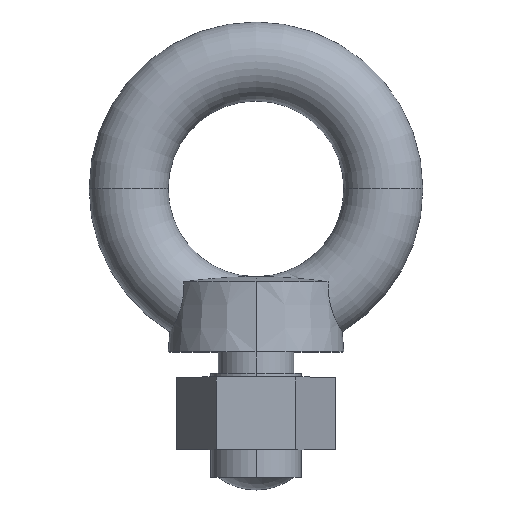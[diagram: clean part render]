
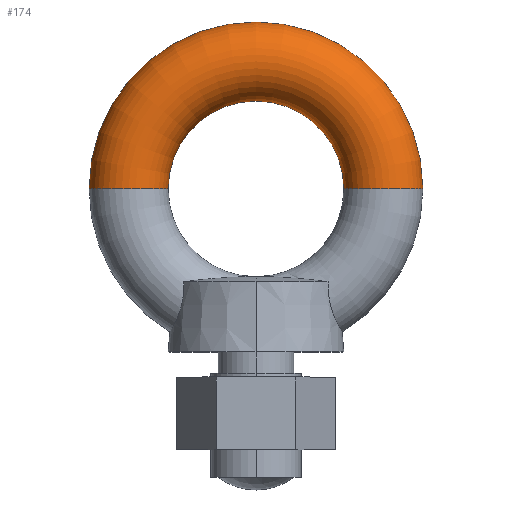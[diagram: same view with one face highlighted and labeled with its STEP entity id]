
A CAD part, top view. The second image highlights one B-rep face of the part: STEP entity #174.
In plain terms, the highlighted toroidal (fillet/blend) face has major radius 50.75 mm and minor radius 15.75 mm.
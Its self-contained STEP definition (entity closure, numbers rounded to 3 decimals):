
#38 = EDGE_CURVE ( 'NONE', #51, #196, #363, .T. ) ;
#43 = EDGE_CURVE ( 'NONE', #56, #199, #412, .T. ) ;
#51 = VERTEX_POINT ( 'NONE', #458 ) ;
#56 = VERTEX_POINT ( 'NONE', #430 ) ;
#174 = ADVANCED_FACE ( 'NONE', ( #679 ), #677, .T. ) ;
#175 = EDGE_LOOP ( 'NONE', ( #176, #177, #179, #180 ) ) ;
#176 = ORIENTED_EDGE ( 'NONE', *, *, #38, .F. ) ;
#177 = ORIENTED_EDGE ( 'NONE', *, *, #178, .F. ) ;
#178 = EDGE_CURVE ( 'NONE', #56, #51, #673, .T. ) ;
#179 = ORIENTED_EDGE ( 'NONE', *, *, #43, .T. ) ;
#180 = ORIENTED_EDGE ( 'NONE', *, *, #181, .T. ) ;
#181 = EDGE_CURVE ( 'NONE', #199, #196, #668, .T. ) ;
#196 = VERTEX_POINT ( 'NONE', #749 ) ;
#199 = VERTEX_POINT ( 'NONE', #743 ) ;
#363 = CIRCLE ( 'NONE', #422, 66.5 ) ;
#409 = DIRECTION ( 'NONE',  ( -1., 0., 0. ) ) ;
#410 = DIRECTION ( 'NONE',  ( 0., 0., -1. ) ) ;
#411 = AXIS2_PLACEMENT_3D ( 'NONE', #417, #410, #409 ) ;
#412 = CIRCLE ( 'NONE', #411, 35. ) ;
#417 = CARTESIAN_POINT ( 'NONE',  ( 0., 0., 0. ) ) ;
#419 = DIRECTION ( 'NONE',  ( -1., 0., 0. ) ) ;
#420 = DIRECTION ( 'NONE',  ( 0., 0., -1. ) ) ;
#421 = CARTESIAN_POINT ( 'NONE',  ( 0., 0., 0. ) ) ;
#422 = AXIS2_PLACEMENT_3D ( 'NONE', #421, #420, #419 ) ;
#430 = CARTESIAN_POINT ( 'NONE',  ( -35., 0., 0. ) ) ;
#458 = CARTESIAN_POINT ( 'NONE',  ( -66.5, 0., 0. ) ) ;
#664 = DIRECTION ( 'NONE',  ( -1., 0., 0. ) ) ;
#665 = DIRECTION ( 'NONE',  ( 0., 1., 0. ) ) ;
#666 = CARTESIAN_POINT ( 'NONE',  ( 50.75, 0., 0. ) ) ;
#667 = AXIS2_PLACEMENT_3D ( 'NONE', #666, #665, #664 ) ;
#668 = CIRCLE ( 'NONE', #667, 15.75 ) ;
#669 = DIRECTION ( 'NONE',  ( 0., 0., -1. ) ) ;
#670 = DIRECTION ( 'NONE',  ( 0., -1., 0. ) ) ;
#671 = CARTESIAN_POINT ( 'NONE',  ( -50.75, 0., 0. ) ) ;
#672 = AXIS2_PLACEMENT_3D ( 'NONE', #671, #670, #669 ) ;
#673 = CIRCLE ( 'NONE', #672, 15.75 ) ;
#674 = DIRECTION ( 'NONE',  ( -1., 0., 0. ) ) ;
#675 = DIRECTION ( 'NONE',  ( 0., 0., -1. ) ) ;
#676 = AXIS2_PLACEMENT_3D ( 'NONE', #678, #675, #674 ) ;
#677 = TOROIDAL_SURFACE ( 'NONE', #676, 50.75, 15.75 ) ;
#678 = CARTESIAN_POINT ( 'NONE',  ( 0., 0., 0. ) ) ;
#679 = FACE_OUTER_BOUND ( 'NONE', #175, .T. ) ;
#743 = CARTESIAN_POINT ( 'NONE',  ( 35., 0., 0. ) ) ;
#749 = CARTESIAN_POINT ( 'NONE',  ( 66.5, 0., 0. ) ) ;
